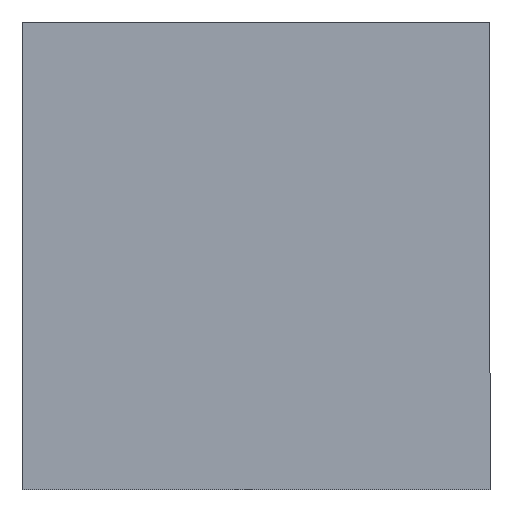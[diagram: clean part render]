
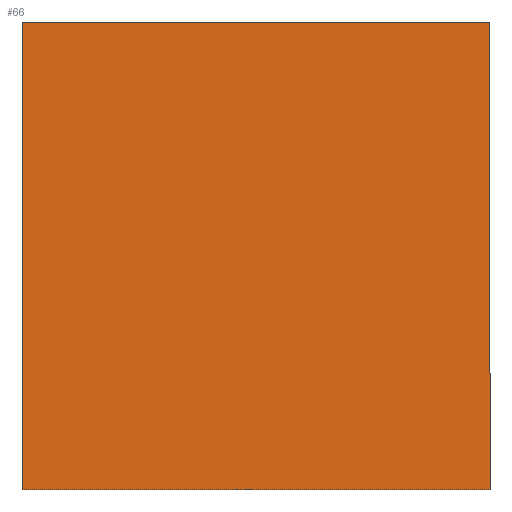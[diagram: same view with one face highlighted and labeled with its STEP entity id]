
A CAD part, left-side view. The second image highlights one B-rep face of the part: STEP entity #66.
In plain terms, the highlighted planar face has unit normal (-1, 0, 0).
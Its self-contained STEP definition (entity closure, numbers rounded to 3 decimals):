
#11 = DIRECTION ( 'NONE',  ( 0., 0., -1. ) ) ;
#23 = CARTESIAN_POINT ( 'NONE',  ( 0., 22.5, 22.5 ) ) ;
#28 = ORIENTED_EDGE ( 'NONE', *, *, #77, .F. ) ;
#32 = EDGE_CURVE ( 'NONE', #357, #111, #265, .T. ) ;
#36 = VECTOR ( 'NONE', #476, 1000. ) ;
#55 = VERTEX_POINT ( 'NONE', #23 ) ;
#66 = ADVANCED_FACE ( 'NONE', ( #324 ), #160, .F. ) ;
#77 = EDGE_CURVE ( 'NONE', #55, #357, #474, .T. ) ;
#101 = DIRECTION ( 'NONE',  ( 0., 0., 1. ) ) ;
#111 = VERTEX_POINT ( 'NONE', #427 ) ;
#137 = CARTESIAN_POINT ( 'NONE',  ( 0., -22.5, 22.5 ) ) ;
#143 = ORIENTED_EDGE ( 'NONE', *, *, #236, .F. ) ;
#160 = PLANE ( 'NONE',  #219 ) ;
#165 = EDGE_LOOP ( 'NONE', ( #28, #212, #143, #421 ) ) ;
#178 = EDGE_CURVE ( 'NONE', #192, #55, #368, .T. ) ;
#182 = VECTOR ( 'NONE', #279, 1000. ) ;
#192 = VERTEX_POINT ( 'NONE', #384 ) ;
#212 = ORIENTED_EDGE ( 'NONE', *, *, #178, .F. ) ;
#219 = AXIS2_PLACEMENT_3D ( 'NONE', #243, #335, #11 ) ;
#221 = LINE ( 'NONE', #226, #36 ) ;
#226 = CARTESIAN_POINT ( 'NONE',  ( 0., 22.5, -22.5 ) ) ;
#236 = EDGE_CURVE ( 'NONE', #111, #192, #221, .T. ) ;
#243 = CARTESIAN_POINT ( 'NONE',  ( 0., -22.5, 22.5 ) ) ;
#265 = LINE ( 'NONE', #285, #182 ) ;
#273 = CARTESIAN_POINT ( 'NONE',  ( 0., 22.5, 22.5 ) ) ;
#279 = DIRECTION ( 'NONE',  ( 0., 0., -1. ) ) ;
#285 = CARTESIAN_POINT ( 'NONE',  ( 0., -22.5, 22.5 ) ) ;
#324 = FACE_OUTER_BOUND ( 'NONE', #165, .T. ) ;
#335 = DIRECTION ( 'NONE',  ( 1., 0., 0. ) ) ;
#357 = VERTEX_POINT ( 'NONE', #137 ) ;
#368 = LINE ( 'NONE', #461, #473 ) ;
#384 = CARTESIAN_POINT ( 'NONE',  ( 0., 22.5, -22.5 ) ) ;
#405 = VECTOR ( 'NONE', #433, 1000. ) ;
#421 = ORIENTED_EDGE ( 'NONE', *, *, #32, .F. ) ;
#427 = CARTESIAN_POINT ( 'NONE',  ( 0., -22.5, -22.5 ) ) ;
#433 = DIRECTION ( 'NONE',  ( 0., -1., 0. ) ) ;
#461 = CARTESIAN_POINT ( 'NONE',  ( 0., 22.5, 22.5 ) ) ;
#473 = VECTOR ( 'NONE', #101, 1000. ) ;
#474 = LINE ( 'NONE', #273, #405 ) ;
#476 = DIRECTION ( 'NONE',  ( 0., 1., 0. ) ) ;
